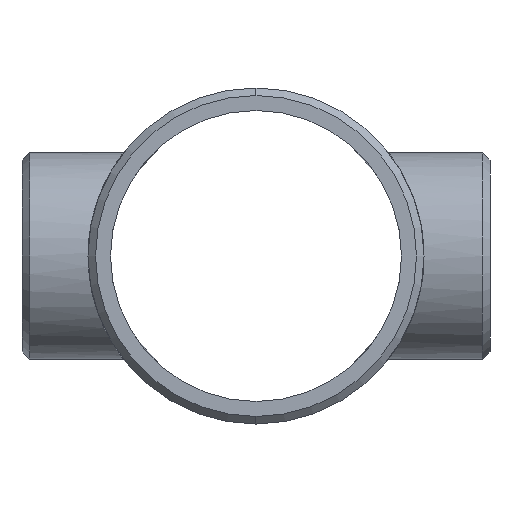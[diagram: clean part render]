
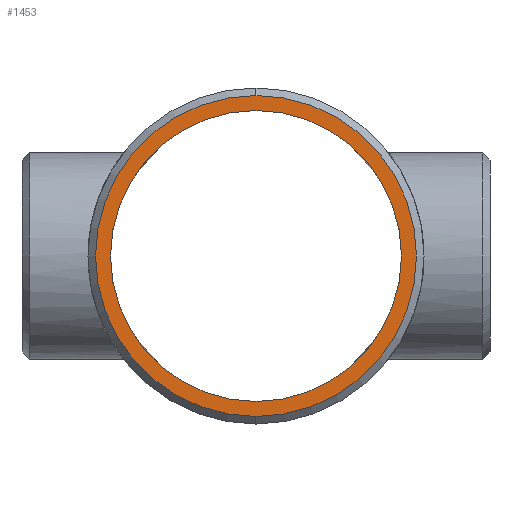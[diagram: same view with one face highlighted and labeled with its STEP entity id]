
A CAD part, left-side view. The second image highlights one B-rep face of the part: STEP entity #1453.
In plain terms, the highlighted planar face has unit normal (-1, 0, 0).
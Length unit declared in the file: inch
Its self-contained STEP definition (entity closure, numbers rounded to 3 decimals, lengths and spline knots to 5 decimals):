
#27 = DIRECTION ( 'NONE',  ( 0., 0., 1. ) ) ;
#68 = DIRECTION ( 'NONE',  ( -1., 0., 0. ) ) ;
#90 = DIRECTION ( 'NONE',  ( 0., 0., -1. ) ) ;
#142 = FACE_OUTER_BOUND ( 'NONE', #854, .T. ) ;
#143 = ORIENTED_EDGE ( 'NONE', *, *, #799, .T. ) ;
#251 = ORIENTED_EDGE ( 'NONE', *, *, #406, .T. ) ;
#253 = DIRECTION ( 'NONE',  ( 0., 0., 1. ) ) ;
#264 = VERTEX_POINT ( 'NONE', #1279 ) ;
#277 = CARTESIAN_POINT ( 'NONE',  ( -11., 0., 0. ) ) ;
#280 = VERTEX_POINT ( 'NONE', #1183 ) ;
#339 = EDGE_CURVE ( 'NONE', #264, #280, #834, .T. ) ;
#342 = CIRCLE ( 'NONE', #1197, 6.68733 ) ;
#362 = DIRECTION ( 'NONE',  ( 0., 0., 1. ) ) ;
#373 = CARTESIAN_POINT ( 'NONE',  ( -11., 0., -6.062 ) ) ;
#406 = EDGE_CURVE ( 'NONE', #280, #264, #342, .T. ) ;
#443 = CIRCLE ( 'NONE', #1450, 6.062 ) ;
#474 = DIRECTION ( 'NONE',  ( 1., 0., 0. ) ) ;
#500 = PLANE ( 'NONE',  #766 ) ;
#517 = CARTESIAN_POINT ( 'NONE',  ( -11., 0., 0. ) ) ;
#621 = FACE_BOUND ( 'NONE', #986, .T. ) ;
#633 = DIRECTION ( 'NONE',  ( 1., 0., 0. ) ) ;
#642 = CIRCLE ( 'NONE', #1471, 6.062 ) ;
#647 = VERTEX_POINT ( 'NONE', #676 ) ;
#676 = CARTESIAN_POINT ( 'NONE',  ( -11., 0., 6.062 ) ) ;
#727 = CARTESIAN_POINT ( 'NONE',  ( -11., 0., 0. ) ) ;
#756 = ORIENTED_EDGE ( 'NONE', *, *, #339, .T. ) ;
#766 = AXIS2_PLACEMENT_3D ( 'NONE', #517, #1428, #90 ) ;
#799 = EDGE_CURVE ( 'NONE', #852, #647, #443, .T. ) ;
#834 = CIRCLE ( 'NONE', #1054, 6.68733 ) ;
#852 = VERTEX_POINT ( 'NONE', #373 ) ;
#854 = EDGE_LOOP ( 'NONE', ( #251, #756 ) ) ;
#915 = EDGE_CURVE ( 'NONE', #647, #852, #642, .T. ) ;
#986 = EDGE_LOOP ( 'NONE', ( #1331, #143 ) ) ;
#1054 = AXIS2_PLACEMENT_3D ( 'NONE', #1434, #1231, #362 ) ;
#1183 = CARTESIAN_POINT ( 'NONE',  ( -11., 0., -6.68733 ) ) ;
#1197 = AXIS2_PLACEMENT_3D ( 'NONE', #1424, #68, #253 ) ;
#1231 = DIRECTION ( 'NONE',  ( -1., 0., 0. ) ) ;
#1279 = CARTESIAN_POINT ( 'NONE',  ( -11., 0., 6.68733 ) ) ;
#1286 = DIRECTION ( 'NONE',  ( 0., 0., 1. ) ) ;
#1331 = ORIENTED_EDGE ( 'NONE', *, *, #915, .T. ) ;
#1424 = CARTESIAN_POINT ( 'NONE',  ( -11., 0., 0. ) ) ;
#1428 = DIRECTION ( 'NONE',  ( -1., 0., 0. ) ) ;
#1434 = CARTESIAN_POINT ( 'NONE',  ( -11., 0., 0. ) ) ;
#1450 = AXIS2_PLACEMENT_3D ( 'NONE', #277, #633, #1286 ) ;
#1453 = ADVANCED_FACE ( 'NONE', ( #142, #621 ), #500, .T. ) ;
#1471 = AXIS2_PLACEMENT_3D ( 'NONE', #727, #474, #27 ) ;
